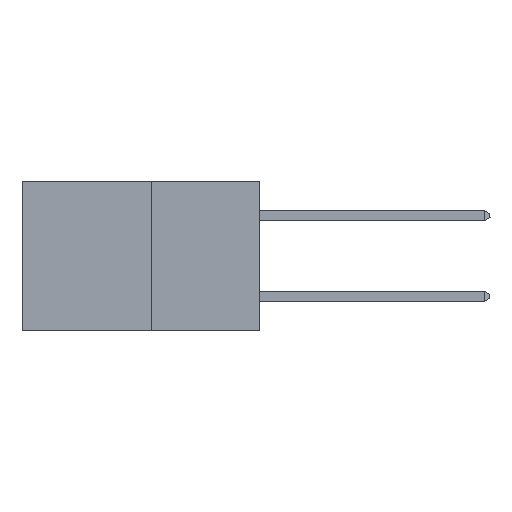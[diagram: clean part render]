
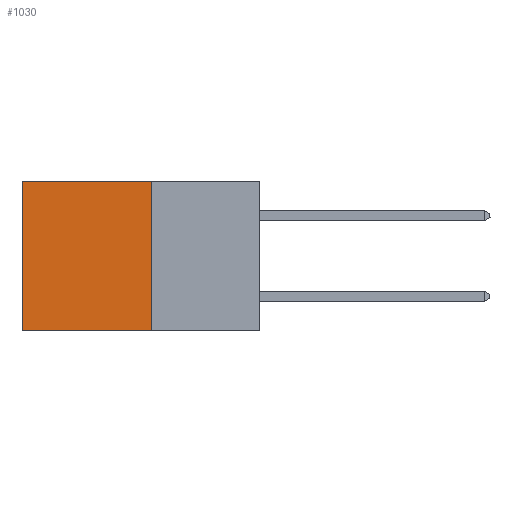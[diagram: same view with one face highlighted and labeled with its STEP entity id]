
A CAD part, left-side view. The second image highlights one B-rep face of the part: STEP entity #1030.
In plain terms, the highlighted planar face has unit normal (-1, 0, 0).
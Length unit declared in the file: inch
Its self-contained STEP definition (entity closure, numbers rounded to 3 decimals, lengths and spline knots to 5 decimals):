
#8 = VECTOR ( 'NONE', #12039, 39.37008 ) ;
#308 = VERTEX_POINT ( 'NONE', #11593 ) ;
#1030 = ADVANCED_FACE ( 'NONE', ( #6284 ), #10004, .F. ) ;
#2562 = DIRECTION ( 'NONE',  ( 0., 1., 0. ) ) ;
#3326 = EDGE_LOOP ( 'NONE', ( #13361, #13571, #14741, #16449 ) ) ;
#4139 = EDGE_CURVE ( 'NONE', #6814, #17892, #7591, .T. ) ;
#4977 = CARTESIAN_POINT ( 'NONE',  ( 0.277, 0.27, -0.37 ) ) ;
#5404 = EDGE_CURVE ( 'NONE', #10771, #308, #8246, .T. ) ;
#5443 = CARTESIAN_POINT ( 'NONE',  ( 0.277, 0.59, -0.37 ) ) ;
#5534 = DIRECTION ( 'NONE',  ( 0., 0., -1. ) ) ;
#6284 = FACE_OUTER_BOUND ( 'NONE', #3326, .T. ) ;
#6814 = VERTEX_POINT ( 'NONE', #20119 ) ;
#7069 = VECTOR ( 'NONE', #2562, 39.37008 ) ;
#7591 = LINE ( 'NONE', #4977, #7069 ) ;
#7817 = VECTOR ( 'NONE', #16201, 39.37008 ) ;
#8246 = LINE ( 'NONE', #12373, #8 ) ;
#9463 = DIRECTION ( 'NONE',  ( 0., 0., -1. ) ) ;
#10004 = PLANE ( 'NONE',  #10902 ) ;
#10021 = DIRECTION ( 'NONE',  ( 1., 0., 0. ) ) ;
#10771 = VERTEX_POINT ( 'NONE', #13163 ) ;
#10902 = AXIS2_PLACEMENT_3D ( 'NONE', #14863, #10021, #9463 ) ;
#11186 = VECTOR ( 'NONE', #5534, 39.37008 ) ;
#11593 = CARTESIAN_POINT ( 'NONE',  ( 0.277, 0.59, 0. ) ) ;
#11961 = LINE ( 'NONE', #20267, #7817 ) ;
#12039 = DIRECTION ( 'NONE',  ( 0., 1., 0. ) ) ;
#12063 = EDGE_CURVE ( 'NONE', #10771, #6814, #11961, .T. ) ;
#12373 = CARTESIAN_POINT ( 'NONE',  ( 0.277, 0.27, 0. ) ) ;
#13163 = CARTESIAN_POINT ( 'NONE',  ( 0.277, 0.27, 0. ) ) ;
#13361 = ORIENTED_EDGE ( 'NONE', *, *, #13364, .T. ) ;
#13364 = EDGE_CURVE ( 'NONE', #308, #17892, #19291, .T. ) ;
#13571 = ORIENTED_EDGE ( 'NONE', *, *, #4139, .F. ) ;
#14741 = ORIENTED_EDGE ( 'NONE', *, *, #12063, .F. ) ;
#14863 = CARTESIAN_POINT ( 'NONE',  ( 0.277, 0.27, -0.37 ) ) ;
#16201 = DIRECTION ( 'NONE',  ( 0., 0., -1. ) ) ;
#16449 = ORIENTED_EDGE ( 'NONE', *, *, #5404, .T. ) ;
#17892 = VERTEX_POINT ( 'NONE', #18273 ) ;
#18273 = CARTESIAN_POINT ( 'NONE',  ( 0.277, 0.59, -0.37 ) ) ;
#19291 = LINE ( 'NONE', #5443, #11186 ) ;
#20119 = CARTESIAN_POINT ( 'NONE',  ( 0.277, 0.27, -0.37 ) ) ;
#20267 = CARTESIAN_POINT ( 'NONE',  ( 0.277, 0.27, -0.37 ) ) ;
